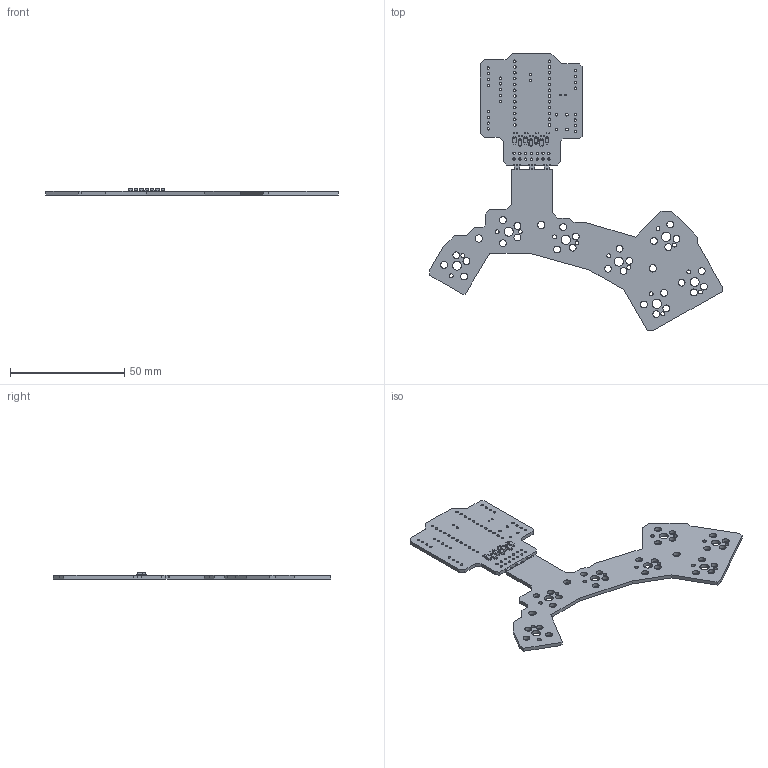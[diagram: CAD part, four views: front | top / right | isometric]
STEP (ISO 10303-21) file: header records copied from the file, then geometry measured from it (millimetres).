
FILE_DESCRIPTION(('KiCad electronic assembly'),'2;1');
FILE_NAME('mykeeb-adapter.step','2022-04-30T18:22:43',('Pcbnew'),( 'Kicad'),'Open CASCADE STEP processor 7.5','KiCad to STEP converter' ,'Unknown');
FILE_SCHEMA(('AUTOMOTIVE_DESIGN { 1 0 10303 214 1 1 1 1 }'));
Length unit declared in the file: millimetre
Products named in the file (4): mykeeb-adapter 1; D_SOD-123F; SOLID; mykeeb-adapter PCB
Assembly tree (9 placements, depth 3):
  mykeeb-adapter 1
    D_SOD-123F  x7
      SOLID
    mykeeb-adapter PCB
Bounding box: 127.99 x 121.67 x 2.75 mm (x, y, z)
Volume: 7942.3 mm3; surface area: 12002.9 mm2
Topology: 8 solids, 8 shells, 414 faces, 1089 edges, 698 vertices
Faces by surface type: bspline 189, cylinder 157, plane 68
Full cylindrical faces by diameter (mm): 0.394 x6, 0.4 x14, 0.75 x2, 1 x37, 1.092 x24, 1.1 x4, 1.702 x14, 3 x28, 3.2 x3, 3.988 x7
Entity records: 19556 total; most frequent: CARTESIAN_POINT 5192, DIRECTION 2429, ORIENTED_EDGE 1458, PCURVE 1458, DEFINITIONAL_REPRESENTATION 1458, LINE 1331, VECTOR 1331, EDGE_CURVE 729
